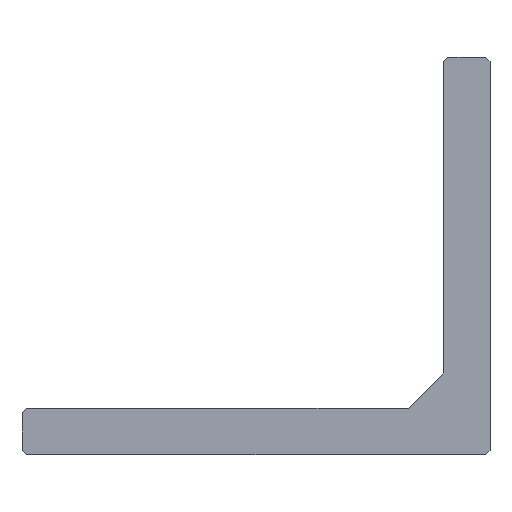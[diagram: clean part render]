
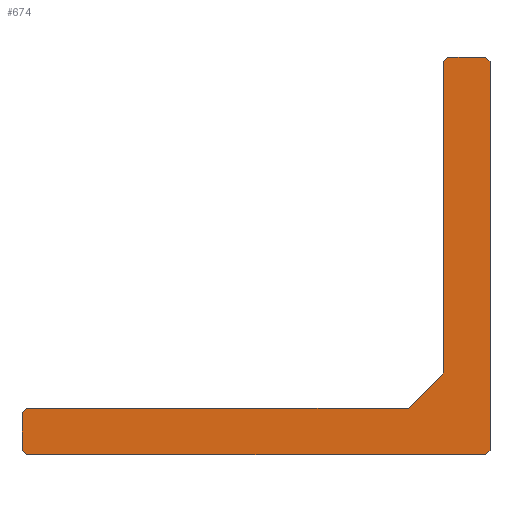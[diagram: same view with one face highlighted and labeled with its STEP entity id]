
A CAD part, front view. The second image highlights one B-rep face of the part: STEP entity #674.
In plain terms, the highlighted planar face has unit normal (0, -1, 0).
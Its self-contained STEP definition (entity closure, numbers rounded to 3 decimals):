
#84=FACE_OUTER_BOUND('',#126,.T.);
#126=EDGE_LOOP('',(#599,#600,#601,#602,#603,#604,#605,#606,#607,#608,#609,
#610));
#129=LINE('',#937,#205);
#133=LINE('',#944,#209);
#146=LINE('',#976,#222);
#149=LINE('',#981,#225);
#151=LINE('',#985,#227);
#154=LINE('',#990,#230);
#156=LINE('',#994,#232);
#157=LINE('',#997,#233);
#171=LINE('',#1034,#247);
#191=LINE('',#1085,#267);
#200=LINE('',#1110,#276);
#202=LINE('',#1114,#278);
#205=VECTOR('',#749,10.);
#209=VECTOR('',#755,10.);
#222=VECTOR('',#776,10.);
#225=VECTOR('',#781,10.);
#227=VECTOR('',#785,10.);
#230=VECTOR('',#790,10.);
#232=VECTOR('',#794,10.);
#233=VECTOR('',#797,10.);
#247=VECTOR('',#835,10.);
#267=VECTOR('',#891,10.);
#276=VECTOR('',#920,10.);
#278=VECTOR('',#926,10.);
#281=VERTEX_POINT('',#934);
#282=VERTEX_POINT('',#936);
#284=VERTEX_POINT('',#942);
#298=VERTEX_POINT('',#974);
#299=VERTEX_POINT('',#975);
#300=VERTEX_POINT('',#980);
#301=VERTEX_POINT('',#984);
#302=VERTEX_POINT('',#988);
#303=VERTEX_POINT('',#992);
#304=VERTEX_POINT('',#996);
#328=VERTEX_POINT('',#1083);
#334=VERTEX_POINT('',#1109);
#337=EDGE_CURVE('',#281,#282,#129,.T.);
#341=EDGE_CURVE('',#281,#284,#133,.T.);
#356=EDGE_CURVE('',#298,#299,#146,.T.);
#359=EDGE_CURVE('',#299,#300,#149,.T.);
#361=EDGE_CURVE('',#300,#301,#151,.T.);
#364=EDGE_CURVE('',#302,#284,#154,.T.);
#366=EDGE_CURVE('',#303,#302,#156,.T.);
#367=EDGE_CURVE('',#304,#303,#157,.T.);
#386=EDGE_CURVE('',#298,#282,#171,.T.);
#412=EDGE_CURVE('',#328,#304,#191,.T.);
#424=EDGE_CURVE('',#301,#334,#200,.T.);
#426=EDGE_CURVE('',#334,#328,#202,.T.);
#599=ORIENTED_EDGE('',*,*,#337,.F.);
#600=ORIENTED_EDGE('',*,*,#341,.T.);
#601=ORIENTED_EDGE('',*,*,#364,.F.);
#602=ORIENTED_EDGE('',*,*,#366,.F.);
#603=ORIENTED_EDGE('',*,*,#367,.F.);
#604=ORIENTED_EDGE('',*,*,#412,.F.);
#605=ORIENTED_EDGE('',*,*,#426,.F.);
#606=ORIENTED_EDGE('',*,*,#424,.F.);
#607=ORIENTED_EDGE('',*,*,#361,.F.);
#608=ORIENTED_EDGE('',*,*,#359,.F.);
#609=ORIENTED_EDGE('',*,*,#356,.F.);
#610=ORIENTED_EDGE('',*,*,#386,.T.);
#636=PLANE('',#742);
#674=ADVANCED_FACE('',(#84),#636,.T.);
#742=AXIS2_PLACEMENT_3D('',#1115,#927,#928);
#749=DIRECTION('',(-0.707,0.,-0.707));
#755=DIRECTION('',(0.,0.,1.));
#776=DIRECTION('',(-0.707,0.,0.707));
#781=DIRECTION('',(0.,0.,1.));
#785=DIRECTION('',(0.707,0.,0.707));
#790=DIRECTION('',(0.707,0.,-0.707));
#794=DIRECTION('',(1.,0.,0.));
#797=DIRECTION('',(0.707,0.,0.707));
#835=DIRECTION('',(1.,0.,0.));
#891=DIRECTION('',(0.,0.,1.));
#920=DIRECTION('',(1.,0.,0.));
#926=DIRECTION('',(0.707,0.,0.707));
#927=DIRECTION('center_axis',(0.,-1.,0.));
#928=DIRECTION('ref_axis',(1.,0.,0.));
#934=CARTESIAN_POINT('',(40.,0.,0.4));
#936=CARTESIAN_POINT('',(39.6,0.,0.));
#937=CARTESIAN_POINT('',(29.8,0.,-9.8));
#942=CARTESIAN_POINT('',(40.,0.,33.6));
#944=CARTESIAN_POINT('',(40.,0.,0.));
#974=CARTESIAN_POINT('',(0.4,0.,0.));
#975=CARTESIAN_POINT('',(0.,0.,0.4));
#976=CARTESIAN_POINT('',(0.2,0.,0.2));
#980=CARTESIAN_POINT('',(0.,0.,3.6));
#981=CARTESIAN_POINT('',(0.,0.,0.));
#984=CARTESIAN_POINT('',(0.4,0.,4.));
#985=CARTESIAN_POINT('',(-0.8,0.,2.8));
#988=CARTESIAN_POINT('',(39.6,0.,34.));
#990=CARTESIAN_POINT('',(38.3,0.,35.3));
#992=CARTESIAN_POINT('',(36.4,0.,34.));
#994=CARTESIAN_POINT('',(40.,0.,34.));
#996=CARTESIAN_POINT('',(36.,0.,33.6));
#997=CARTESIAN_POINT('',(18.7,0.,16.3));
#1034=CARTESIAN_POINT('',(0.,0.,0.));
#1083=CARTESIAN_POINT('',(36.,0.,7.));
#1085=CARTESIAN_POINT('',(36.,0.,4.));
#1109=CARTESIAN_POINT('',(33.,0.,4.));
#1110=CARTESIAN_POINT('',(0.,0.,4.));
#1114=CARTESIAN_POINT('',(24.5,0.,-4.5));
#1115=CARTESIAN_POINT('Origin',(0.,0.,0.));
